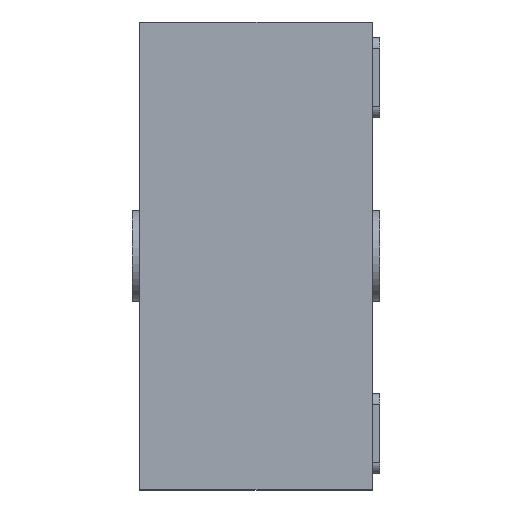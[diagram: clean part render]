
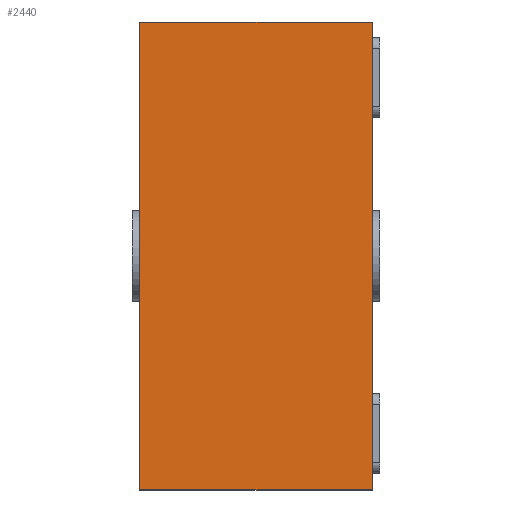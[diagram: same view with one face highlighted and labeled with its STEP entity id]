
A CAD part, left-side view. The second image highlights one B-rep face of the part: STEP entity #2440.
In plain terms, the highlighted planar face has unit normal (-1, 0, 0).
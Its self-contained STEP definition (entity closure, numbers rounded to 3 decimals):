
#1 = EDGE_CURVE ( 'NONE', #2023, #1906, #2380, .T. ) ;
#85 = CARTESIAN_POINT ( 'NONE',  ( -1.019, 0.32, -0.644 ) ) ;
#225 = CARTESIAN_POINT ( 'NONE',  ( -1.019, -0.32, 0.644 ) ) ;
#246 = LINE ( 'NONE', #85, #2373 ) ;
#368 = ORIENTED_EDGE ( 'NONE', *, *, #1748, .F. ) ;
#506 = EDGE_CURVE ( 'NONE', #2304, #2023, #246, .T. ) ;
#579 = LINE ( 'NONE', #978, #1941 ) ;
#647 = CARTESIAN_POINT ( 'NONE',  ( -1.019, -0.32, 0.644 ) ) ;
#691 = VECTOR ( 'NONE', #1527, 1000. ) ;
#716 = LINE ( 'NONE', #1493, #691 ) ;
#746 = ORIENTED_EDGE ( 'NONE', *, *, #2479, .F. ) ;
#780 = CARTESIAN_POINT ( 'NONE',  ( -1.019, 0.32, -0.644 ) ) ;
#978 = CARTESIAN_POINT ( 'NONE',  ( -1.019, 0.32, 0.644 ) ) ;
#1186 = AXIS2_PLACEMENT_3D ( 'NONE', #1594, #1833, #2022 ) ;
#1371 = DIRECTION ( 'NONE',  ( 0., -1., 0. ) ) ;
#1493 = CARTESIAN_POINT ( 'NONE',  ( -1.019, 0.32, 0.644 ) ) ;
#1527 = DIRECTION ( 'NONE',  ( 0., -1., 0. ) ) ;
#1594 = CARTESIAN_POINT ( 'NONE',  ( -1.019, 0.32, 0.644 ) ) ;
#1689 = VECTOR ( 'NONE', #2188, 1000. ) ;
#1748 = EDGE_CURVE ( 'NONE', #1804, #1906, #716, .T. ) ;
#1784 = CARTESIAN_POINT ( 'NONE',  ( -1.019, 0.32, 0.644 ) ) ;
#1804 = VERTEX_POINT ( 'NONE', #1784 ) ;
#1833 = DIRECTION ( 'NONE',  ( 1., 0., 0. ) ) ;
#1906 = VERTEX_POINT ( 'NONE', #225 ) ;
#1941 = VECTOR ( 'NONE', #2278, 1000. ) ;
#1945 = ORIENTED_EDGE ( 'NONE', *, *, #1, .T. ) ;
#2022 = DIRECTION ( 'NONE',  ( 0., 0., -1. ) ) ;
#2023 = VERTEX_POINT ( 'NONE', #2402 ) ;
#2085 = ORIENTED_EDGE ( 'NONE', *, *, #506, .T. ) ;
#2188 = DIRECTION ( 'NONE',  ( 0., 0., 1. ) ) ;
#2278 = DIRECTION ( 'NONE',  ( 0., 0., 1. ) ) ;
#2304 = VERTEX_POINT ( 'NONE', #780 ) ;
#2370 = FACE_OUTER_BOUND ( 'NONE', #2465, .T. ) ;
#2373 = VECTOR ( 'NONE', #1371, 1000. ) ;
#2380 = LINE ( 'NONE', #647, #1689 ) ;
#2398 = PLANE ( 'NONE',  #1186 ) ;
#2402 = CARTESIAN_POINT ( 'NONE',  ( -1.019, -0.32, -0.644 ) ) ;
#2440 = ADVANCED_FACE ( 'NONE', ( #2370 ), #2398, .F. ) ;
#2465 = EDGE_LOOP ( 'NONE', ( #1945, #368, #746, #2085 ) ) ;
#2479 = EDGE_CURVE ( 'NONE', #2304, #1804, #579, .T. ) ;
